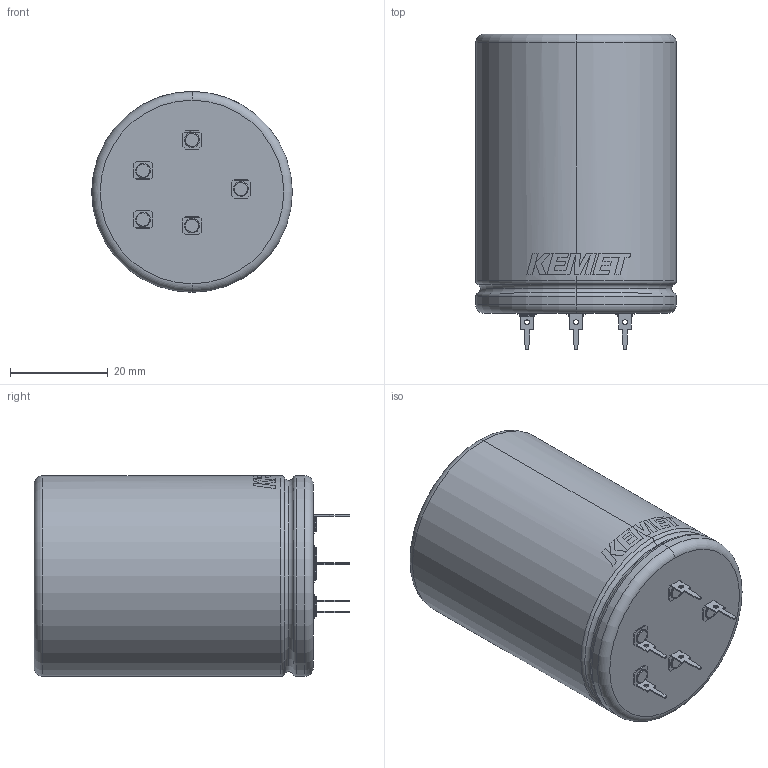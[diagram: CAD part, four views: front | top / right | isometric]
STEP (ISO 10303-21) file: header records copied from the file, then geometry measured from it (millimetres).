
FILE_DESCRIPTION (( 'STEP AP214' ), '1' );
FILE_NAME ('CARS5_D41L57LL7.5S20F1.3.STEP', '2016-07-21T18:55:29', ( '' ), ( '' ), 'SwSTEP 2.0', 'SolidWorks 2014', '' );
FILE_SCHEMA (( 'AUTOMOTIVE_DESIGN' ));
Length unit declared in the file: millimetre
Products named in the file (4): Can5_1; Terminal_Rivet; Terminal_SolderTag7.5; CARS5_D41L57LL7.5S20F1.3
Assembly tree (11 placements, depth 2):
  CARS5_D41L57LL7.5S20F1.3
    Can5_1
    Terminal_Rivet  x5
    Terminal_SolderTag7.5  x5
Bounding box: 41 x 64.5 x 41 mm (x, y, z)
Volume: 74954.9 mm3; surface area: 10342.5 mm2
Topology: 11 solids, 11 shells, 269 faces, 686 edges, 446 vertices
Faces by surface type: plane 135, cylinder 72, torus 32, bspline 30
Entity records: 4500 total; most frequent: CARTESIAN_POINT 1094, ORIENTED_EDGE 588, DIRECTION 489, EDGE_CURVE 294, AXIS2_PLACEMENT_3D 209, VERTEX_POINT 190, EDGE_LOOP 120, FACE_OUTER_BOUND 113
